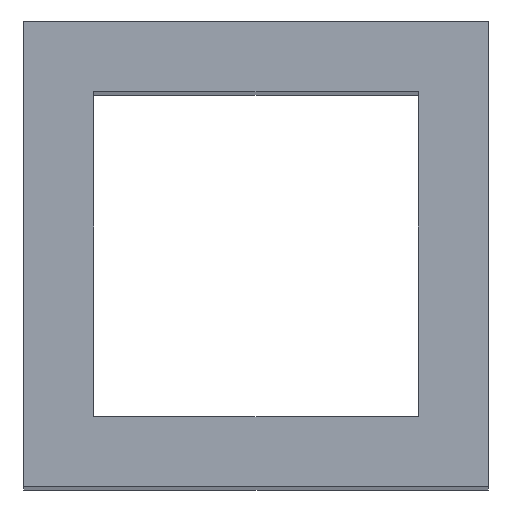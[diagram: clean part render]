
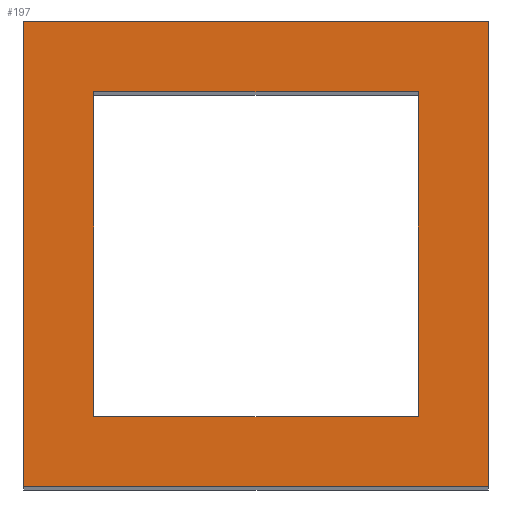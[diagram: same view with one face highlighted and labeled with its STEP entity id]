
A CAD part, top view. The second image highlights one B-rep face of the part: STEP entity #197.
In plain terms, the highlighted planar face has unit normal (0, 0, 1).
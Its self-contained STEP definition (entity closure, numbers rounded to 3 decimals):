
#19=FACE_BOUND('',#40,.T.);
#29=FACE_OUTER_BOUND('',#39,.T.);
#39=EDGE_LOOP('',(#163,#164,#165,#166));
#40=EDGE_LOOP('',(#167,#168,#169,#170));
#45=LINE('',#284,#69);
#48=LINE('',#290,#72);
#51=LINE('',#296,#75);
#54=LINE('',#300,#78);
#57=LINE('',#308,#81);
#60=LINE('',#314,#84);
#63=LINE('',#320,#87);
#66=LINE('',#324,#90);
#69=VECTOR('',#233,10.);
#72=VECTOR('',#238,10.);
#75=VECTOR('',#243,10.);
#78=VECTOR('',#248,10.);
#81=VECTOR('',#253,10.);
#84=VECTOR('',#258,10.);
#87=VECTOR('',#263,10.);
#90=VECTOR('',#268,10.);
#93=VERTEX_POINT('',#281);
#94=VERTEX_POINT('',#283);
#96=VERTEX_POINT('',#289);
#98=VERTEX_POINT('',#295);
#101=VERTEX_POINT('',#305);
#102=VERTEX_POINT('',#307);
#104=VERTEX_POINT('',#313);
#106=VERTEX_POINT('',#319);
#109=EDGE_CURVE('',#94,#93,#45,.T.);
#112=EDGE_CURVE('',#96,#94,#48,.T.);
#115=EDGE_CURVE('',#98,#96,#51,.T.);
#118=EDGE_CURVE('',#93,#98,#54,.T.);
#121=EDGE_CURVE('',#102,#101,#57,.T.);
#124=EDGE_CURVE('',#104,#102,#60,.T.);
#127=EDGE_CURVE('',#106,#104,#63,.T.);
#130=EDGE_CURVE('',#101,#106,#66,.T.);
#163=ORIENTED_EDGE('',*,*,#130,.T.);
#164=ORIENTED_EDGE('',*,*,#127,.T.);
#165=ORIENTED_EDGE('',*,*,#124,.T.);
#166=ORIENTED_EDGE('',*,*,#121,.T.);
#167=ORIENTED_EDGE('',*,*,#118,.T.);
#168=ORIENTED_EDGE('',*,*,#115,.T.);
#169=ORIENTED_EDGE('',*,*,#112,.T.);
#170=ORIENTED_EDGE('',*,*,#109,.T.);
#187=PLANE('',#222);
#197=ADVANCED_FACE('',(#29,#19),#187,.T.);
#222=AXIS2_PLACEMENT_3D('',#325,#269,#270);
#233=DIRECTION('',(-1.,0.,0.));
#238=DIRECTION('',(0.,-1.,0.));
#243=DIRECTION('',(1.,0.,0.));
#248=DIRECTION('',(0.,1.,0.));
#253=DIRECTION('',(-1.,0.,0.));
#258=DIRECTION('',(0.,1.,0.));
#263=DIRECTION('',(1.,0.,0.));
#268=DIRECTION('',(0.,-1.,0.));
#269=DIRECTION('center_axis',(0.,0.,1.));
#270=DIRECTION('ref_axis',(1.,0.,0.));
#281=CARTESIAN_POINT('',(-14.,-14.,190.));
#283=CARTESIAN_POINT('',(14.,-14.,190.));
#284=CARTESIAN_POINT('',(-14.,-14.,190.));
#289=CARTESIAN_POINT('',(14.,14.,190.));
#290=CARTESIAN_POINT('',(14.,-14.,190.));
#295=CARTESIAN_POINT('',(-14.,14.,190.));
#296=CARTESIAN_POINT('',(14.,14.,190.));
#300=CARTESIAN_POINT('',(-14.,14.,190.));
#305=CARTESIAN_POINT('',(-20.,20.,190.));
#307=CARTESIAN_POINT('',(20.,20.,190.));
#308=CARTESIAN_POINT('',(20.,20.,190.));
#313=CARTESIAN_POINT('',(20.,-20.,190.));
#314=CARTESIAN_POINT('',(20.,-20.,190.));
#319=CARTESIAN_POINT('',(-20.,-20.,190.));
#320=CARTESIAN_POINT('',(-20.,-20.,190.));
#324=CARTESIAN_POINT('',(-20.,20.,190.));
#325=CARTESIAN_POINT('Origin',(0.,0.,190.));
